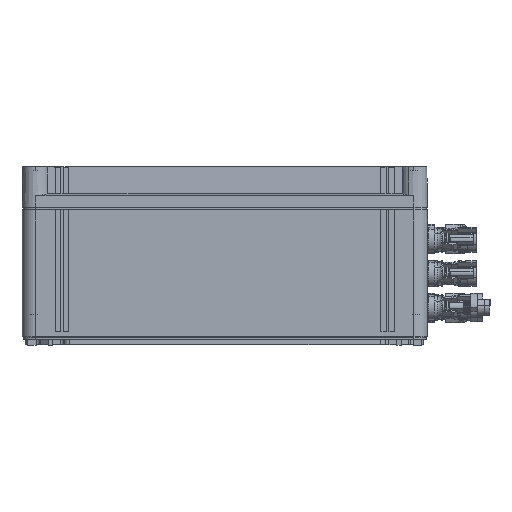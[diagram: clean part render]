
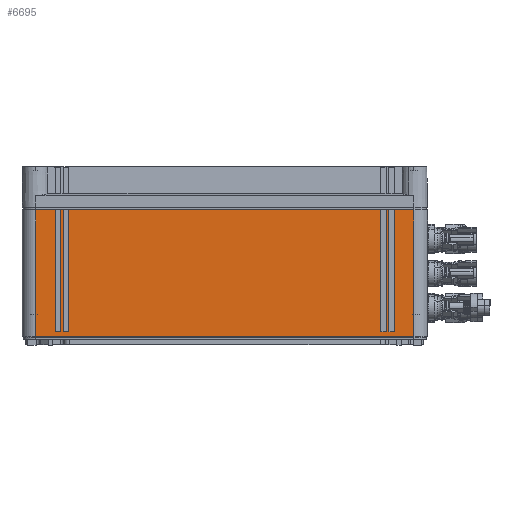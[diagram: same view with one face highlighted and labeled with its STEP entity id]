
A CAD part, left-side view. The second image highlights one B-rep face of the part: STEP entity #6695.
In plain terms, the highlighted planar face has unit normal (-1, 0, 0).
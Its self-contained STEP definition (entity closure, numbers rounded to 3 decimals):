
#6540=AXIS2_PLACEMENT_3D('Plane Axis2P3D',#6537,#6538,#6539) ;
#3662=CARTESIAN_POINT('Vertex',(0.,56.225,100.067)) ;
#3665=CARTESIAN_POINT('Line Origine',(0.,56.225,100.067)) ;
#3669=CARTESIAN_POINT('Vertex',(0.,56.225,6.433)) ;
#6537=CARTESIAN_POINT('Axis2P3D Location',(0.,56.225,100.067)) ;
#6542=CARTESIAN_POINT('Line Origine',(0.,72.725,10.)) ;
#6546=CARTESIAN_POINT('Vertex',(0.,70.725,10.)) ;
#6548=CARTESIAN_POINT('Vertex',(0.,74.725,10.)) ;
#6551=CARTESIAN_POINT('Line Origine',(0.,74.725,55.033)) ;
#6555=CARTESIAN_POINT('Vertex',(0.,74.725,100.067)) ;
#6558=CARTESIAN_POINT('Line Origine',(0.,75.725,100.067)) ;
#6562=CARTESIAN_POINT('Vertex',(0.,76.725,100.067)) ;
#6565=CARTESIAN_POINT('Line Origine',(0.,76.725,55.033)) ;
#6569=CARTESIAN_POINT('Vertex',(0.,76.725,10.)) ;
#6572=CARTESIAN_POINT('Line Origine',(0.,78.725,10.)) ;
#6576=CARTESIAN_POINT('Vertex',(0.,80.725,10.)) ;
#6579=CARTESIAN_POINT('Line Origine',(0.,80.725,55.033)) ;
#6583=CARTESIAN_POINT('Vertex',(0.,80.725,100.067)) ;
#6586=CARTESIAN_POINT('Line Origine',(0.,196.225,100.067)) ;
#6590=CARTESIAN_POINT('Vertex',(0.,311.725,100.067)) ;
#6593=CARTESIAN_POINT('Line Origine',(0.,311.725,55.033)) ;
#6597=CARTESIAN_POINT('Vertex',(0.,311.725,10.)) ;
#6600=CARTESIAN_POINT('Line Origine',(0.,313.725,10.)) ;
#6604=CARTESIAN_POINT('Vertex',(0.,315.725,10.)) ;
#6607=CARTESIAN_POINT('Line Origine',(0.,315.725,55.033)) ;
#6611=CARTESIAN_POINT('Vertex',(0.,315.725,100.067)) ;
#6614=CARTESIAN_POINT('Line Origine',(0.,316.725,100.067)) ;
#6618=CARTESIAN_POINT('Vertex',(0.,317.725,100.067)) ;
#6621=CARTESIAN_POINT('Line Origine',(0.,317.725,55.033)) ;
#6625=CARTESIAN_POINT('Vertex',(0.,317.725,10.)) ;
#6628=CARTESIAN_POINT('Line Origine',(0.,319.725,10.)) ;
#6632=CARTESIAN_POINT('Vertex',(0.,321.725,10.)) ;
#6635=CARTESIAN_POINT('Line Origine',(0.,321.725,55.033)) ;
#6639=CARTESIAN_POINT('Vertex',(0.,321.725,100.067)) ;
#6642=CARTESIAN_POINT('Line Origine',(0.,328.975,100.067)) ;
#6646=CARTESIAN_POINT('Vertex',(0.,336.225,100.067)) ;
#6649=CARTESIAN_POINT('Line Origine',(0.,336.225,53.25)) ;
#6653=CARTESIAN_POINT('Vertex',(0.,336.225,6.433)) ;
#6656=CARTESIAN_POINT('Line Origine',(0.,196.225,6.433)) ;
#6661=CARTESIAN_POINT('Line Origine',(0.,63.475,100.067)) ;
#6665=CARTESIAN_POINT('Vertex',(0.,70.725,100.067)) ;
#6668=CARTESIAN_POINT('Line Origine',(0.,70.725,55.033)) ;
#3666=DIRECTION('Vector Direction',(0.,0.,-1.)) ;
#6538=DIRECTION('Axis2P3D Direction',(-1.,0.,0.)) ;
#6539=DIRECTION('Axis2P3D XDirection',(0.,1.,0.)) ;
#6543=DIRECTION('Vector Direction',(0.,1.,0.)) ;
#6552=DIRECTION('Vector Direction',(0.,0.,1.)) ;
#6559=DIRECTION('Vector Direction',(0.,1.,0.)) ;
#6566=DIRECTION('Vector Direction',(0.,0.,-1.)) ;
#6573=DIRECTION('Vector Direction',(0.,1.,0.)) ;
#6580=DIRECTION('Vector Direction',(0.,0.,1.)) ;
#6587=DIRECTION('Vector Direction',(0.,1.,0.)) ;
#6594=DIRECTION('Vector Direction',(0.,0.,-1.)) ;
#6601=DIRECTION('Vector Direction',(0.,1.,0.)) ;
#6608=DIRECTION('Vector Direction',(0.,0.,1.)) ;
#6615=DIRECTION('Vector Direction',(0.,1.,0.)) ;
#6622=DIRECTION('Vector Direction',(0.,0.,-1.)) ;
#6629=DIRECTION('Vector Direction',(0.,1.,0.)) ;
#6636=DIRECTION('Vector Direction',(0.,0.,1.)) ;
#6643=DIRECTION('Vector Direction',(0.,1.,0.)) ;
#6650=DIRECTION('Vector Direction',(0.,0.,-1.)) ;
#6657=DIRECTION('Vector Direction',(0.,1.,0.)) ;
#6662=DIRECTION('Vector Direction',(0.,1.,0.)) ;
#6669=DIRECTION('Vector Direction',(0.,0.,-1.)) ;
#3667=VECTOR('Line Direction',#3666,1.) ;
#6544=VECTOR('Line Direction',#6543,1.) ;
#6553=VECTOR('Line Direction',#6552,1.) ;
#6560=VECTOR('Line Direction',#6559,1.) ;
#6567=VECTOR('Line Direction',#6566,1.) ;
#6574=VECTOR('Line Direction',#6573,1.) ;
#6581=VECTOR('Line Direction',#6580,1.) ;
#6588=VECTOR('Line Direction',#6587,1.) ;
#6595=VECTOR('Line Direction',#6594,1.) ;
#6602=VECTOR('Line Direction',#6601,1.) ;
#6609=VECTOR('Line Direction',#6608,1.) ;
#6616=VECTOR('Line Direction',#6615,1.) ;
#6623=VECTOR('Line Direction',#6622,1.) ;
#6630=VECTOR('Line Direction',#6629,1.) ;
#6637=VECTOR('Line Direction',#6636,1.) ;
#6644=VECTOR('Line Direction',#6643,1.) ;
#6651=VECTOR('Line Direction',#6650,1.) ;
#6658=VECTOR('Line Direction',#6657,1.) ;
#6663=VECTOR('Line Direction',#6662,1.) ;
#6670=VECTOR('Line Direction',#6669,1.) ;
#6674=ORIENTED_EDGE('',*,*,#6550,.T.) ;
#6675=ORIENTED_EDGE('',*,*,#6557,.T.) ;
#6676=ORIENTED_EDGE('',*,*,#6564,.T.) ;
#6677=ORIENTED_EDGE('',*,*,#6571,.T.) ;
#6678=ORIENTED_EDGE('',*,*,#6578,.T.) ;
#6679=ORIENTED_EDGE('',*,*,#6585,.T.) ;
#6680=ORIENTED_EDGE('',*,*,#6592,.T.) ;
#6681=ORIENTED_EDGE('',*,*,#6599,.T.) ;
#6682=ORIENTED_EDGE('',*,*,#6606,.T.) ;
#6683=ORIENTED_EDGE('',*,*,#6613,.T.) ;
#6684=ORIENTED_EDGE('',*,*,#6620,.T.) ;
#6685=ORIENTED_EDGE('',*,*,#6627,.T.) ;
#6686=ORIENTED_EDGE('',*,*,#6634,.T.) ;
#6687=ORIENTED_EDGE('',*,*,#6641,.T.) ;
#6688=ORIENTED_EDGE('',*,*,#6648,.T.) ;
#6689=ORIENTED_EDGE('',*,*,#6655,.T.) ;
#6690=ORIENTED_EDGE('',*,*,#6660,.F.) ;
#6691=ORIENTED_EDGE('',*,*,#3671,.F.) ;
#6692=ORIENTED_EDGE('',*,*,#6667,.T.) ;
#6693=ORIENTED_EDGE('',*,*,#6672,.T.) ;
#6695=ADVANCED_FACE('K\X2\00F6\X0\rper.1',(#6694),#6541,.T.) ;
#3671=EDGE_CURVE('',#3663,#3670,#3668,.T.) ;
#6550=EDGE_CURVE('',#6547,#6549,#6545,.T.) ;
#6557=EDGE_CURVE('',#6549,#6556,#6554,.T.) ;
#6564=EDGE_CURVE('',#6556,#6563,#6561,.T.) ;
#6571=EDGE_CURVE('',#6563,#6570,#6568,.T.) ;
#6578=EDGE_CURVE('',#6570,#6577,#6575,.T.) ;
#6585=EDGE_CURVE('',#6577,#6584,#6582,.T.) ;
#6592=EDGE_CURVE('',#6584,#6591,#6589,.T.) ;
#6599=EDGE_CURVE('',#6591,#6598,#6596,.T.) ;
#6606=EDGE_CURVE('',#6598,#6605,#6603,.T.) ;
#6613=EDGE_CURVE('',#6605,#6612,#6610,.T.) ;
#6620=EDGE_CURVE('',#6612,#6619,#6617,.T.) ;
#6627=EDGE_CURVE('',#6619,#6626,#6624,.T.) ;
#6634=EDGE_CURVE('',#6626,#6633,#6631,.T.) ;
#6641=EDGE_CURVE('',#6633,#6640,#6638,.T.) ;
#6648=EDGE_CURVE('',#6640,#6647,#6645,.T.) ;
#6655=EDGE_CURVE('',#6647,#6654,#6652,.T.) ;
#6660=EDGE_CURVE('',#3670,#6654,#6659,.T.) ;
#6667=EDGE_CURVE('',#3663,#6666,#6664,.T.) ;
#6672=EDGE_CURVE('',#6666,#6547,#6671,.T.) ;
#6673=EDGE_LOOP('',(#6674,#6675,#6676,#6677,#6678,#6679,#6680,#6681,#6682,#6683,#6684,#6685,#6686,#6687,#6688,#6689,#6690,#6691,#6692,#6693)) ;
#6694=FACE_OUTER_BOUND('',#6673,.T.) ;
#3668=LINE('Line',#3665,#3667) ;
#6545=LINE('Line',#6542,#6544) ;
#6554=LINE('Line',#6551,#6553) ;
#6561=LINE('Line',#6558,#6560) ;
#6568=LINE('Line',#6565,#6567) ;
#6575=LINE('Line',#6572,#6574) ;
#6582=LINE('Line',#6579,#6581) ;
#6589=LINE('Line',#6586,#6588) ;
#6596=LINE('Line',#6593,#6595) ;
#6603=LINE('Line',#6600,#6602) ;
#6610=LINE('Line',#6607,#6609) ;
#6617=LINE('Line',#6614,#6616) ;
#6624=LINE('Line',#6621,#6623) ;
#6631=LINE('Line',#6628,#6630) ;
#6638=LINE('Line',#6635,#6637) ;
#6645=LINE('Line',#6642,#6644) ;
#6652=LINE('Line',#6649,#6651) ;
#6659=LINE('Line',#6656,#6658) ;
#6664=LINE('Line',#6661,#6663) ;
#6671=LINE('Line',#6668,#6670) ;
#6541=PLANE('',#6540) ;
#3663=VERTEX_POINT('',#3662) ;
#3670=VERTEX_POINT('',#3669) ;
#6547=VERTEX_POINT('',#6546) ;
#6549=VERTEX_POINT('',#6548) ;
#6556=VERTEX_POINT('',#6555) ;
#6563=VERTEX_POINT('',#6562) ;
#6570=VERTEX_POINT('',#6569) ;
#6577=VERTEX_POINT('',#6576) ;
#6584=VERTEX_POINT('',#6583) ;
#6591=VERTEX_POINT('',#6590) ;
#6598=VERTEX_POINT('',#6597) ;
#6605=VERTEX_POINT('',#6604) ;
#6612=VERTEX_POINT('',#6611) ;
#6619=VERTEX_POINT('',#6618) ;
#6626=VERTEX_POINT('',#6625) ;
#6633=VERTEX_POINT('',#6632) ;
#6640=VERTEX_POINT('',#6639) ;
#6647=VERTEX_POINT('',#6646) ;
#6654=VERTEX_POINT('',#6653) ;
#6666=VERTEX_POINT('',#6665) ;
